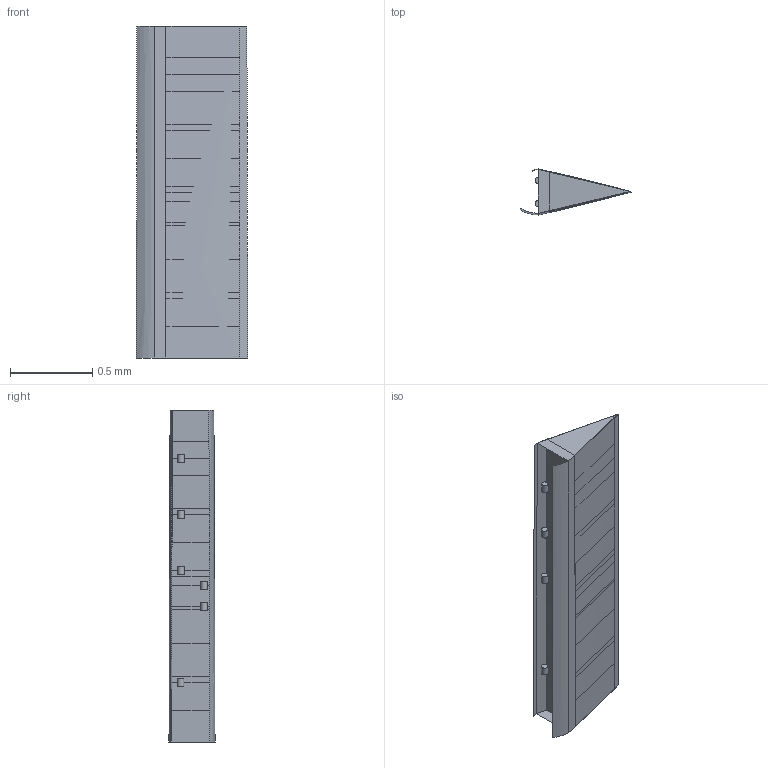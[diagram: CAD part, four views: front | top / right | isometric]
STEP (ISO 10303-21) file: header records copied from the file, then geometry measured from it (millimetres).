
FILE_DESCRIPTION(('Open CASCADE Model'),'2;1');
FILE_NAME('Open CASCADE Shape Model','2017-06-15T15:50:51',('Author'),( 'Open CASCADE'),'Open CASCADE STEP processor 6.5','Open CASCADE 6.5' ,'Unknown');
FILE_SCHEMA(('AUTOMOTIVE_DESIGN_CC2 { 1 2 10303 214 -1 1 5 4 }'));
Length unit declared in the file: millimetre
Products named in the file (28): Rudder_Skin; Back_Spar; Front_Spar; Actuator_Hinge_Line; Rudder_Hinge_Line; Bottom; Top; Actuator_Hinge; Rib; Rotation_Hinge
Bounding box: 0.68 x 0.28 x 2.02 mm (x, y, z)
Volume: 0 mm3; surface area: 4.3 mm2
Topology: 6 solids, 26 shells, 45 faces, 119 edges, 108 vertices
Faces by surface type: plane 31, bspline 8, cylinder 6
Full cylindrical faces by diameter (mm): 0.04 x6
Entity records: 14561 total; most frequent: CARTESIAN_POINT 12411, DIRECTION 188, B_SPLINE_CURVE_WITH_KNOTS 161, ORIENTED_EDGE 142, PCURVE 142, DEFINITIONAL_REPRESENTATION 142, EDGE_CURVE 117, SURFACE_CURVE 111
